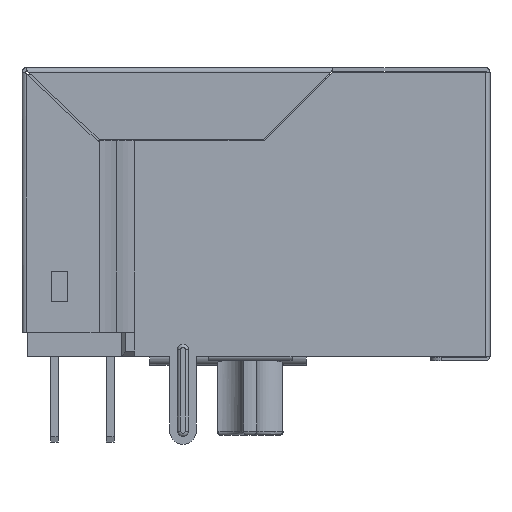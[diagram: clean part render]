
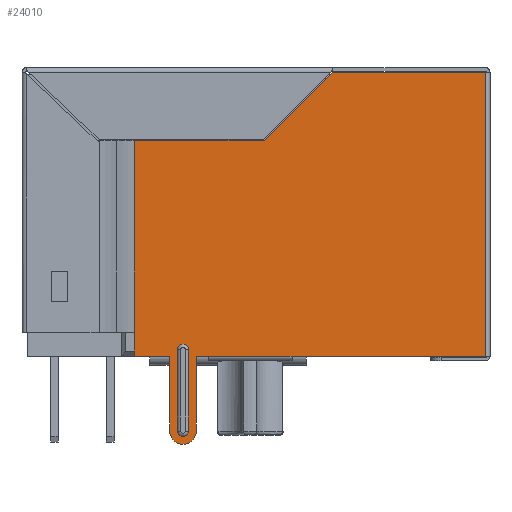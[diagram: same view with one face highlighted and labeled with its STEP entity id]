
A CAD part, left-side view. The second image highlights one B-rep face of the part: STEP entity #24010.
In plain terms, the highlighted face is planar.
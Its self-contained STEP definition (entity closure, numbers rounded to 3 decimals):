
#823=CIRCLE('',#28747,0.25);
#824=CIRCLE('',#28749,0.6);
#828=CIRCLE('',#28756,0.25);
#2826=ORIENTED_EDGE('',*,*,#9239,.F.);
#2827=ORIENTED_EDGE('',*,*,#9240,.T.);
#2828=ORIENTED_EDGE('',*,*,#9241,.T.);
#2829=ORIENTED_EDGE('',*,*,#9242,.T.);
#2830=ORIENTED_EDGE('',*,*,#9243,.T.);
#2831=ORIENTED_EDGE('',*,*,#9244,.T.);
#2832=ORIENTED_EDGE('',*,*,#9245,.T.);
#2833=ORIENTED_EDGE('',*,*,#9246,.T.);
#2834=ORIENTED_EDGE('',*,*,#9247,.T.);
#2835=ORIENTED_EDGE('',*,*,#9248,.T.);
#2836=ORIENTED_EDGE('',*,*,#9249,.T.);
#2837=ORIENTED_EDGE('',*,*,#9250,.F.);
#2838=ORIENTED_EDGE('',*,*,#9233,.F.);
#2839=ORIENTED_EDGE('',*,*,#9232,.F.);
#2840=ORIENTED_EDGE('',*,*,#9251,.F.);
#2841=ORIENTED_EDGE('',*,*,#9252,.F.);
#2842=ORIENTED_EDGE('',*,*,#9253,.F.);
#9232=EDGE_CURVE('',#12549,#12547,#823,.F.);
#9233=EDGE_CURVE('',#12550,#12551,#824,.T.);
#9239=EDGE_CURVE('',#12554,#12550,#14926,.T.);
#9240=EDGE_CURVE('',#12554,#12555,#14927,.T.);
#9241=EDGE_CURVE('',#12555,#12556,#14928,.T.);
#9242=EDGE_CURVE('',#12556,#12557,#14929,.T.);
#9243=EDGE_CURVE('',#12557,#12558,#14930,.T.);
#9244=EDGE_CURVE('',#12558,#12559,#14931,.T.);
#9245=EDGE_CURVE('',#12559,#12560,#14932,.T.);
#9246=EDGE_CURVE('',#12560,#12561,#14933,.T.);
#9247=EDGE_CURVE('',#12561,#12562,#14934,.T.);
#9248=EDGE_CURVE('',#12562,#12563,#14935,.T.);
#9249=EDGE_CURVE('',#12563,#12564,#14936,.T.);
#9250=EDGE_CURVE('',#12551,#12564,#14937,.T.);
#9251=EDGE_CURVE('',#12565,#12549,#14938,.T.);
#9252=EDGE_CURVE('',#12566,#12565,#828,.T.);
#9253=EDGE_CURVE('',#12547,#12566,#14939,.T.);
#12547=VERTEX_POINT('',#38945);
#12549=VERTEX_POINT('',#38949);
#12550=VERTEX_POINT('',#38953);
#12551=VERTEX_POINT('',#38954);
#12554=VERTEX_POINT('',#38966);
#12555=VERTEX_POINT('',#38968);
#12556=VERTEX_POINT('',#38970);
#12557=VERTEX_POINT('',#38972);
#12558=VERTEX_POINT('',#38974);
#12559=VERTEX_POINT('',#38976);
#12560=VERTEX_POINT('',#38978);
#12561=VERTEX_POINT('',#38980);
#12562=VERTEX_POINT('',#38982);
#12563=VERTEX_POINT('',#38984);
#12564=VERTEX_POINT('',#38986);
#12565=VERTEX_POINT('',#38989);
#12566=VERTEX_POINT('',#38991);
#14926=LINE('',#38965,#17791);
#14927=LINE('',#38967,#17792);
#14928=LINE('',#38969,#17793);
#14929=LINE('',#38971,#17794);
#14930=LINE('',#38973,#17795);
#14931=LINE('',#38975,#17796);
#14932=LINE('',#38977,#17797);
#14933=LINE('',#38979,#17798);
#14934=LINE('',#38981,#17799);
#14935=LINE('',#38983,#17800);
#14936=LINE('',#38985,#17801);
#14937=LINE('',#38987,#17802);
#14938=LINE('',#38988,#17803);
#14939=LINE('',#38992,#17804);
#17791=VECTOR('',#31419,1000.);
#17792=VECTOR('',#31420,1000.);
#17793=VECTOR('',#31421,1000.);
#17794=VECTOR('',#31422,1000.);
#17795=VECTOR('',#31423,1000.);
#17796=VECTOR('',#31424,1000.);
#17797=VECTOR('',#31425,1000.);
#17798=VECTOR('',#31426,1000.);
#17799=VECTOR('',#31427,1000.);
#17800=VECTOR('',#31428,1000.);
#17801=VECTOR('',#31429,1000.);
#17802=VECTOR('',#31430,1000.);
#17803=VECTOR('',#31431,1000.);
#17804=VECTOR('',#31434,1000.);
#20241=EDGE_LOOP('',(#2826,#2827,#2828,#2829,#2830,#2831,#2832,#2833,#2834,
#2835,#2836,#2837,#2838));
#20242=EDGE_LOOP('',(#2839,#2840,#2841,#2842));
#21611=FACE_BOUND('',#20241,.T.);
#21612=FACE_BOUND('',#20242,.T.);
#22912=PLANE('',#28755);
#24010=ADVANCED_FACE('',(#21611,#21612),#22912,.T.);
#28747=AXIS2_PLACEMENT_3D('',#38950,#31399,#31400);
#28749=AXIS2_PLACEMENT_3D('',#38952,#31403,#31404);
#28755=AXIS2_PLACEMENT_3D('',#38964,#31417,#31418);
#28756=AXIS2_PLACEMENT_3D('',#38990,#31432,#31433);
#31399=DIRECTION('',(0.,1.,0.));
#31400=DIRECTION('',(0.,0.,1.));
#31403=DIRECTION('',(0.,1.,0.));
#31404=DIRECTION('',(0.,0.,-1.));
#31417=DIRECTION('',(0.,-1.,0.));
#31418=DIRECTION('',(0.,0.,1.));
#31419=DIRECTION('',(-1.,0.,0.));
#31420=DIRECTION('',(0.,0.,-1.));
#31421=DIRECTION('',(0.,0.,-1.));
#31422=DIRECTION('',(0.,0.,-1.));
#31423=DIRECTION('',(1.,0.,0.));
#31424=DIRECTION('',(0.,0.,1.));
#31425=DIRECTION('',(-0.707,0.,0.707));
#31426=DIRECTION('',(0.,0.,1.));
#31427=DIRECTION('',(-1.,0.,0.));
#31428=DIRECTION('',(-1.,0.,0.));
#31429=DIRECTION('',(0.,0.,-1.));
#31430=DIRECTION('',(1.,0.,0.));
#31431=DIRECTION('',(-1.,0.,0.));
#31432=DIRECTION('',(0.,-1.,0.));
#31433=DIRECTION('',(1.,0.,0.));
#31434=DIRECTION('',(1.,0.,0.));
#38945=CARTESIAN_POINT('',(-9.85,-8.,3.065));
#38949=CARTESIAN_POINT('',(-9.85,-8.,3.565));
#38950=CARTESIAN_POINT('',(-9.85,-8.,3.315));
#38952=CARTESIAN_POINT('',(-9.85,-8.,3.315));
#38953=CARTESIAN_POINT('',(-9.85,-8.,2.715));
#38954=CARTESIAN_POINT('',(-9.85,-8.,3.915));
#38964=CARTESIAN_POINT('',(0.,-8.,0.));
#38965=CARTESIAN_POINT('',(-6.45,-8.,2.715));
#38966=CARTESIAN_POINT('',(-6.45,-8.,2.715));
#38967=CARTESIAN_POINT('',(-6.45,-8.,5.525));
#38968=CARTESIAN_POINT('',(-6.45,-8.,2.165));
#38969=CARTESIAN_POINT('',(-6.45,-8.,2.165));
#38970=CARTESIAN_POINT('',(-6.45,-8.,-1.635));
#38971=CARTESIAN_POINT('',(-6.45,-8.,5.525));
#38972=CARTESIAN_POINT('',(-6.45,-8.,-10.425));
#38973=CARTESIAN_POINT('',(-6.45,-8.,-10.425));
#38974=CARTESIAN_POINT('',(6.45,-8.,-10.425));
#38975=CARTESIAN_POINT('',(6.45,-8.,-10.503));
#38976=CARTESIAN_POINT('',(6.45,-8.,-3.475));
#38977=CARTESIAN_POINT('',(1.488,-8.,1.488));
#38978=CARTESIAN_POINT('',(3.35,-8.,-0.375));
#38979=CARTESIAN_POINT('',(3.35,-8.,0.));
#38980=CARTESIAN_POINT('',(3.35,-8.,5.525));
#38981=CARTESIAN_POINT('',(6.45,-8.,5.525));
#38982=CARTESIAN_POINT('',(-5.364,-8.,5.525));
#38983=CARTESIAN_POINT('',(6.45,-8.,5.525));
#38984=CARTESIAN_POINT('',(-6.45,-8.,5.525));
#38985=CARTESIAN_POINT('',(-6.45,-8.,5.525));
#38986=CARTESIAN_POINT('',(-6.45,-8.,3.915));
#38987=CARTESIAN_POINT('',(-9.85,-8.,3.915));
#38988=CARTESIAN_POINT('',(0.,-8.,3.565));
#38989=CARTESIAN_POINT('',(-6.15,-8.,3.565));
#38990=CARTESIAN_POINT('',(-6.15,-8.,3.315));
#38991=CARTESIAN_POINT('',(-6.15,-8.,3.065));
#38992=CARTESIAN_POINT('',(0.,-8.,3.065));
